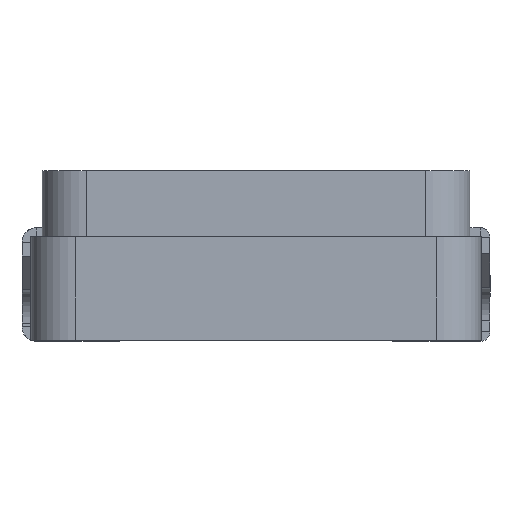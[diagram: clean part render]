
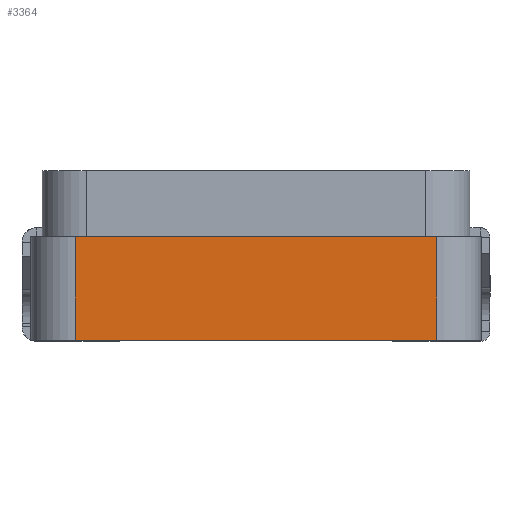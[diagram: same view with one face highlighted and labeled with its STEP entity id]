
A CAD part, front view. The second image highlights one B-rep face of the part: STEP entity #3364.
In plain terms, the highlighted face is planar.
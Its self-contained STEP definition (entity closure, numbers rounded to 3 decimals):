
#1149 = PLANE('',#1150);
#1150 = AXIS2_PLACEMENT_3D('',#1151,#1152,#1153);
#1151 = CARTESIAN_POINT('',(7.361,2.428,7.655)
  );
#1152 = DIRECTION('',(0.,1.,0.));
#1153 = DIRECTION('',(1.,0.,0.));
#1464 = PLANE('',#1465);
#1465 = AXIS2_PLACEMENT_3D('',#1466,#1467,#1468);
#1466 = CARTESIAN_POINT('',(7.361,4.777,7.655)
  );
#1467 = DIRECTION('',(0.,1.,0.));
#1468 = DIRECTION('',(1.,0.,0.));
#1492 = CYLINDRICAL_SURFACE('',#1493,1.006);
#1493 = AXIS2_PLACEMENT_3D('',#1494,#1495,#1496);
#1494 = CARTESIAN_POINT('',(7.361,4.777,7.655)
  );
#1495 = DIRECTION('',(0.,1.,0.));
#1496 = DIRECTION('',(0.,0.,-1.));
#1693 = VERTEX_POINT('',#1694);
#1694 = CARTESIAN_POINT('',(-0.843,4.777,8.661
    ));
#1709 = CYLINDRICAL_SURFACE('',#1710,1.006);
#1710 = AXIS2_PLACEMENT_3D('',#1711,#1712,#1713);
#1711 = CARTESIAN_POINT('',(-0.843,4.777,7.655
    ));
#1712 = DIRECTION('',(0.,1.,0.));
#1713 = DIRECTION('',(0.,0.,-1.));
#1743 = EDGE_CURVE('',#1693,#1744,#1746,.T.);
#1744 = VERTEX_POINT('',#1745);
#1745 = CARTESIAN_POINT('',(7.361,4.777,8.661)
  );
#1746 = SURFACE_CURVE('',#1747,(#1751,#1758),.PCURVE_S1.);
#1747 = LINE('',#1748,#1749);
#1748 = CARTESIAN_POINT('',(-0.843,4.777,8.661
    ));
#1749 = VECTOR('',#1750,1.);
#1750 = DIRECTION('',(1.,0.,0.));
#1751 = PCURVE('',#1464,#1752);
#1752 = DEFINITIONAL_REPRESENTATION('',(#1753),#1757);
#1753 = LINE('',#1754,#1755);
#1754 = CARTESIAN_POINT('',(-8.204,-1.006));
#1755 = VECTOR('',#1756,1.);
#1756 = DIRECTION('',(1.,0.));
#1757 = ( GEOMETRIC_REPRESENTATION_CONTEXT(2) 
PARAMETRIC_REPRESENTATION_CONTEXT() REPRESENTATION_CONTEXT('2D SPACE',''
  ) );
#1758 = PCURVE('',#1759,#1764);
#1759 = PLANE('',#1760);
#1760 = AXIS2_PLACEMENT_3D('',#1761,#1762,#1763);
#1761 = CARTESIAN_POINT('',(-0.843,4.777,8.661
    ));
#1762 = DIRECTION('',(0.,0.,-1.));
#1763 = DIRECTION('',(0.,-1.,0.));
#1764 = DEFINITIONAL_REPRESENTATION('',(#1765),#1769);
#1765 = LINE('',#1766,#1767);
#1766 = CARTESIAN_POINT('',(0.,0.));
#1767 = VECTOR('',#1768,1.);
#1768 = DIRECTION('',(0.,-1.));
#1769 = ( GEOMETRIC_REPRESENTATION_CONTEXT(2) 
PARAMETRIC_REPRESENTATION_CONTEXT() REPRESENTATION_CONTEXT('2D SPACE',''
  ) );
#2284 = VERTEX_POINT('',#2285);
#2285 = CARTESIAN_POINT('',(7.361,2.428,8.661)
  );
#2331 = EDGE_CURVE('',#1744,#2284,#2332,.T.);
#2332 = SURFACE_CURVE('',#2333,(#2337,#2366),.PCURVE_S1.);
#2333 = LINE('',#2334,#2335);
#2334 = CARTESIAN_POINT('',(7.361,4.777,8.661)
  );
#2335 = VECTOR('',#2336,1.);
#2336 = DIRECTION('',(0.,-1.,0.));
#2337 = PCURVE('',#1492,#2338);
#2338 = DEFINITIONAL_REPRESENTATION('',(#2339),#2365);
#2339 = B_SPLINE_CURVE_WITH_KNOTS('',3,(#2340,#2341,#2342,#2343,#2344,
    #2345,#2346,#2347,#2348,#2349,#2350,#2351,#2352,#2353,#2354,#2355,
    #2356,#2357,#2358,#2359,#2360,#2361,#2362,#2363,#2364),
  .UNSPECIFIED.,.F.,.F.,(4,1,1,1,1,1,1,1,1,1,1,1,1,1,1,1,1,1,1,1,1,1,4),
  (0.,0.107,0.214,0.32,0.427,
    0.534,0.641,0.748,0.854,
    0.961,1.068,1.175,1.282,1.388,
    1.495,1.602,1.709,1.816,
    1.922,2.029,2.136,2.243,2.35),
  .QUASI_UNIFORM_KNOTS.);
#2340 = CARTESIAN_POINT('',(3.142,0.));
#2341 = CARTESIAN_POINT('',(3.142,-0.036));
#2342 = CARTESIAN_POINT('',(3.142,-0.107));
#2343 = CARTESIAN_POINT('',(3.142,-0.214));
#2344 = CARTESIAN_POINT('',(3.142,-0.32));
#2345 = CARTESIAN_POINT('',(3.142,-0.427));
#2346 = CARTESIAN_POINT('',(3.142,-0.534));
#2347 = CARTESIAN_POINT('',(3.142,-0.641));
#2348 = CARTESIAN_POINT('',(3.142,-0.748));
#2349 = CARTESIAN_POINT('',(3.142,-0.854));
#2350 = CARTESIAN_POINT('',(3.142,-0.961));
#2351 = CARTESIAN_POINT('',(3.142,-1.068));
#2352 = CARTESIAN_POINT('',(3.142,-1.175));
#2353 = CARTESIAN_POINT('',(3.142,-1.282));
#2354 = CARTESIAN_POINT('',(3.142,-1.388));
#2355 = CARTESIAN_POINT('',(3.142,-1.495));
#2356 = CARTESIAN_POINT('',(3.142,-1.602));
#2357 = CARTESIAN_POINT('',(3.142,-1.709));
#2358 = CARTESIAN_POINT('',(3.142,-1.816));
#2359 = CARTESIAN_POINT('',(3.142,-1.922));
#2360 = CARTESIAN_POINT('',(3.142,-2.029));
#2361 = CARTESIAN_POINT('',(3.142,-2.136));
#2362 = CARTESIAN_POINT('',(3.142,-2.243));
#2363 = CARTESIAN_POINT('',(3.142,-2.314));
#2364 = CARTESIAN_POINT('',(3.142,-2.35));
#2365 = ( GEOMETRIC_REPRESENTATION_CONTEXT(2) 
PARAMETRIC_REPRESENTATION_CONTEXT() REPRESENTATION_CONTEXT('2D SPACE',''
  ) );
#2366 = PCURVE('',#1759,#2367);
#2367 = DEFINITIONAL_REPRESENTATION('',(#2368),#2372);
#2368 = LINE('',#2369,#2370);
#2369 = CARTESIAN_POINT('',(0.,-8.204));
#2370 = VECTOR('',#2371,1.);
#2371 = DIRECTION('',(1.,0.));
#2372 = ( GEOMETRIC_REPRESENTATION_CONTEXT(2) 
PARAMETRIC_REPRESENTATION_CONTEXT() REPRESENTATION_CONTEXT('2D SPACE',''
  ) );
#3275 = VERTEX_POINT('',#3276);
#3276 = CARTESIAN_POINT('',(-0.843,2.428,8.661
    ));
#3320 = EDGE_CURVE('',#1693,#3275,#3321,.T.);
#3321 = SURFACE_CURVE('',#3322,(#3326,#3355),.PCURVE_S1.);
#3322 = LINE('',#3323,#3324);
#3323 = CARTESIAN_POINT('',(-0.843,4.777,8.661
    ));
#3324 = VECTOR('',#3325,1.);
#3325 = DIRECTION('',(0.,-1.,0.));
#3326 = PCURVE('',#1709,#3327);
#3327 = DEFINITIONAL_REPRESENTATION('',(#3328),#3354);
#3328 = B_SPLINE_CURVE_WITH_KNOTS('',3,(#3329,#3330,#3331,#3332,#3333,
    #3334,#3335,#3336,#3337,#3338,#3339,#3340,#3341,#3342,#3343,#3344,
    #3345,#3346,#3347,#3348,#3349,#3350,#3351,#3352,#3353),
  .UNSPECIFIED.,.F.,.F.,(4,1,1,1,1,1,1,1,1,1,1,1,1,1,1,1,1,1,1,1,1,1,4),
  (0.,0.107,0.214,0.32,0.427,
    0.534,0.641,0.748,0.854,
    0.961,1.068,1.175,1.282,1.388,
    1.495,1.602,1.709,1.816,
    1.922,2.029,2.136,2.243,2.35),
  .QUASI_UNIFORM_KNOTS.);
#3329 = CARTESIAN_POINT('',(3.142,0.));
#3330 = CARTESIAN_POINT('',(3.142,-0.036));
#3331 = CARTESIAN_POINT('',(3.142,-0.107));
#3332 = CARTESIAN_POINT('',(3.142,-0.214));
#3333 = CARTESIAN_POINT('',(3.142,-0.32));
#3334 = CARTESIAN_POINT('',(3.142,-0.427));
#3335 = CARTESIAN_POINT('',(3.142,-0.534));
#3336 = CARTESIAN_POINT('',(3.142,-0.641));
#3337 = CARTESIAN_POINT('',(3.142,-0.748));
#3338 = CARTESIAN_POINT('',(3.142,-0.854));
#3339 = CARTESIAN_POINT('',(3.142,-0.961));
#3340 = CARTESIAN_POINT('',(3.142,-1.068));
#3341 = CARTESIAN_POINT('',(3.142,-1.175));
#3342 = CARTESIAN_POINT('',(3.142,-1.282));
#3343 = CARTESIAN_POINT('',(3.142,-1.388));
#3344 = CARTESIAN_POINT('',(3.142,-1.495));
#3345 = CARTESIAN_POINT('',(3.142,-1.602));
#3346 = CARTESIAN_POINT('',(3.142,-1.709));
#3347 = CARTESIAN_POINT('',(3.142,-1.816));
#3348 = CARTESIAN_POINT('',(3.142,-1.922));
#3349 = CARTESIAN_POINT('',(3.142,-2.029));
#3350 = CARTESIAN_POINT('',(3.142,-2.136));
#3351 = CARTESIAN_POINT('',(3.142,-2.243));
#3352 = CARTESIAN_POINT('',(3.142,-2.314));
#3353 = CARTESIAN_POINT('',(3.142,-2.35));
#3354 = ( GEOMETRIC_REPRESENTATION_CONTEXT(2) 
PARAMETRIC_REPRESENTATION_CONTEXT() REPRESENTATION_CONTEXT('2D SPACE',''
  ) );
#3355 = PCURVE('',#1759,#3356);
#3356 = DEFINITIONAL_REPRESENTATION('',(#3357),#3361);
#3357 = LINE('',#3358,#3359);
#3358 = CARTESIAN_POINT('',(0.,0.));
#3359 = VECTOR('',#3360,1.);
#3360 = DIRECTION('',(1.,0.));
#3361 = ( GEOMETRIC_REPRESENTATION_CONTEXT(2) 
PARAMETRIC_REPRESENTATION_CONTEXT() REPRESENTATION_CONTEXT('2D SPACE',''
  ) );
#3364 = ADVANCED_FACE('',(#3365),#1759,.F.);
#3365 = FACE_BOUND('',#3366,.T.);
#3366 = EDGE_LOOP('',(#3367,#3388,#3389,#3390));
#3367 = ORIENTED_EDGE('',*,*,#3368,.T.);
#3368 = EDGE_CURVE('',#3275,#2284,#3369,.T.);
#3369 = SURFACE_CURVE('',#3370,(#3374,#3381),.PCURVE_S1.);
#3370 = LINE('',#3371,#3372);
#3371 = CARTESIAN_POINT('',(-0.843,2.428,8.661
    ));
#3372 = VECTOR('',#3373,1.);
#3373 = DIRECTION('',(1.,0.,0.));
#3374 = PCURVE('',#1759,#3375);
#3375 = DEFINITIONAL_REPRESENTATION('',(#3376),#3380);
#3376 = LINE('',#3377,#3378);
#3377 = CARTESIAN_POINT('',(2.35,0.));
#3378 = VECTOR('',#3379,1.);
#3379 = DIRECTION('',(0.,-1.));
#3380 = ( GEOMETRIC_REPRESENTATION_CONTEXT(2) 
PARAMETRIC_REPRESENTATION_CONTEXT() REPRESENTATION_CONTEXT('2D SPACE',''
  ) );
#3381 = PCURVE('',#1149,#3382);
#3382 = DEFINITIONAL_REPRESENTATION('',(#3383),#3387);
#3383 = LINE('',#3384,#3385);
#3384 = CARTESIAN_POINT('',(-8.204,-1.006));
#3385 = VECTOR('',#3386,1.);
#3386 = DIRECTION('',(1.,0.));
#3387 = ( GEOMETRIC_REPRESENTATION_CONTEXT(2) 
PARAMETRIC_REPRESENTATION_CONTEXT() REPRESENTATION_CONTEXT('2D SPACE',''
  ) );
#3388 = ORIENTED_EDGE('',*,*,#2331,.F.);
#3389 = ORIENTED_EDGE('',*,*,#1743,.F.);
#3390 = ORIENTED_EDGE('',*,*,#3320,.T.);
